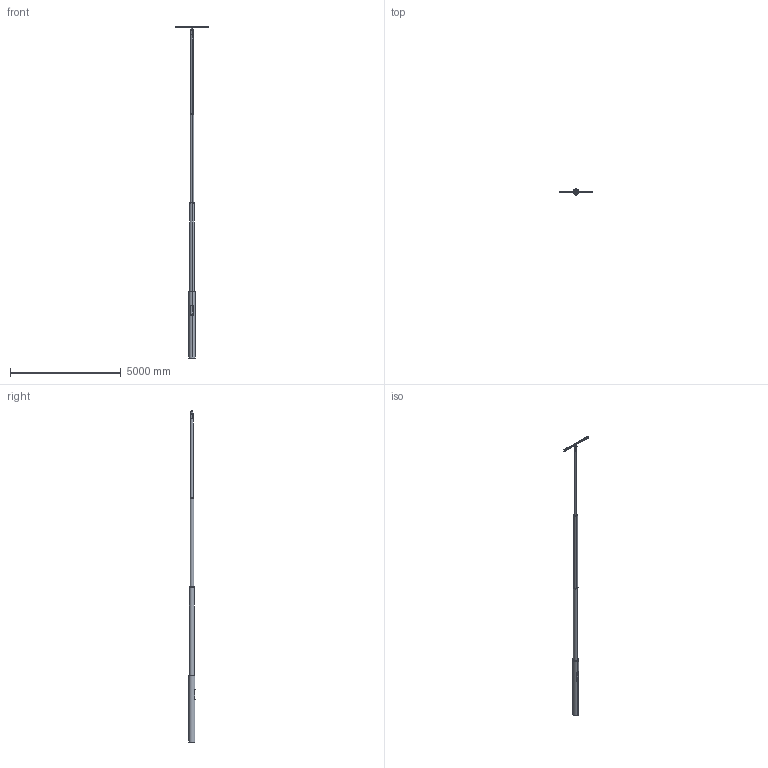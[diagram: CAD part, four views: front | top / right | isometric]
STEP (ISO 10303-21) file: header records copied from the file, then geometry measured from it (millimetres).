
FILE_DESCRIPTION (( 'STEP AP214' ), '1' );
FILE_NAME ('111020KGXS H14TO15 4608496 VALONHEITINPYLVÄS_3D.step', '2022-05-31T12:17:02', ( '' ), ( '' ), 'SwSTEP 2.0', 'SolidWorks 2021', '' );
FILE_SCHEMA (( 'AUTOMOTIVE_DESIGN' ));
Length unit declared in the file: millimetre
Products named in the file (19): H14 VALONHEITINRUNKO_H14(TO15); SOVITERENGAS SORVATTU_D219-D168; OLAKEVARREN LATTA_LATTA 3X7,5X200; SOVITERENGAS SORVATTU_D273-D219; socket set screw cone point_din_DIN 914 - M10 x 16-N; 111020KGXS H14TO15 4608496 VALONHEITINPYLVÄS_3D; 273,0X5,0 PYÖREÄPUTKI-TYVI_273,0X5,0 TYVIPUTKI TASAPŽŽT-3000; socket head cap screw_din_DIN 912 M6 x 16 --- 16N; YKSI R_KYTKENTÄAUKON LUUKKU_LUUKKU D273; OLAKEORREN AIHIO_D89-350; OLAKEORSI_TO15-89-114; ORREN LATTA_LATTA 5X50X180; 168,3X4,0 PYÖREÄPUTKI-VÄLI_219-168-114 VŽLIPUTKI TASATYVI-4000; 114,3X3,6 PY烼E鵬UTKI-LATVA_114,3X3,6 LATVAPUTKI-3800; KYTKENTÄAUKON LATTARAUTA_LATTA 4X20X150; SOVITERENGAS OLAKEVARSI_SOVITERENGAS D89-D114; ORREN AIHIO_ORREN AIHIO UNP-80X1500; 219,1X4,5 PYÖREÄPUTKI-VÄLI_273-219-168 VŽLIPUTKI TASAPŽŽT-4000; socket set screw cone point_din_DIN 914 - M10 x 20-N
Assembly tree (25 placements, depth 3):
  111020KGXS H14TO15 4608496 VALONHEITINPYLVÄS_3D
    OLAKEORSI_TO15-89-114
      OLAKEORREN AIHIO_D89-350
      ORREN AIHIO_ORREN AIHIO UNP-80X1500
      ORREN LATTA_LATTA 5X50X180
      OLAKEVARREN LATTA_LATTA 3X7,5X200  x3
      SOVITERENGAS OLAKEVARSI_SOVITERENGAS D89-D114
    H14 VALONHEITINRUNKO_H14(TO15)
      273,0X5,0 PYÖREÄPUTKI-TYVI_273,0X5,0 TYVIPUTKI TASAPŽŽT-3000
      SOVITERENGAS SORVATTU_D273-D219
      SOVITERENGAS SORVATTU_D219-D168
      219,1X4,5 PYÖREÄPUTKI-VÄLI_273-219-168 VŽLIPUTKI TASAPŽŽT-4000
      168,3X4,0 PYÖREÄPUTKI-VÄLI_219-168-114 VŽLIPUTKI TASATYVI-4000
      114,3X3,6 PY烼E鵬UTKI-LATVA_114,3X3,6 LATVAPUTKI-3800
      socket set screw cone point_din_DIN 914 - M10 x 16-N  x2
      socket set screw cone point_din_DIN 914 - M10 x 20-N
      YKSI R_KYTKENTÄAUKON LUUKKU_LUUKKU D273
      socket head cap screw_din_DIN 912 M6 x 16 --- 16N  x4
      KYTKENTÄAUKON LATTARAUTA_LATTA 4X20X150  x2
Bounding box: 1500 x 280.5 x 14980 mm (x, y, z)
Volume: 39548923.5 mm3; surface area: 18216285 mm2
Topology: 23 solids, 23 shells, 378 faces, 910 edges, 564 vertices
Faces by surface type: plane 171, cylinder 117, cone 70, torus 18, bspline 2
Entity records: 10614 total; most frequent: CARTESIAN_POINT 3465, DIRECTION 1348, ORIENTED_EDGE 1320, EDGE_CURVE 660, AXIS2_PLACEMENT_3D 502, VERTEX_POINT 417, LINE 344, VECTOR 344
